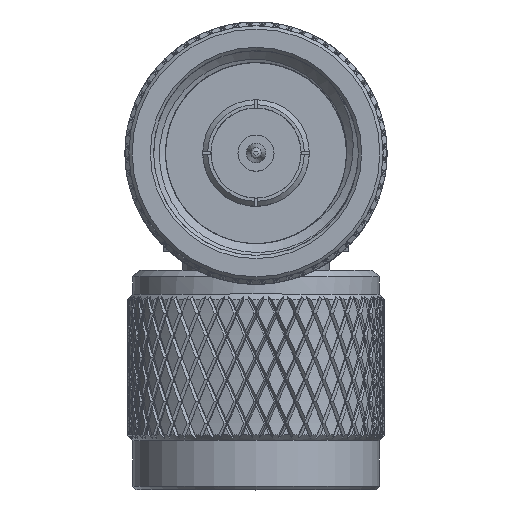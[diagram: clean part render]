
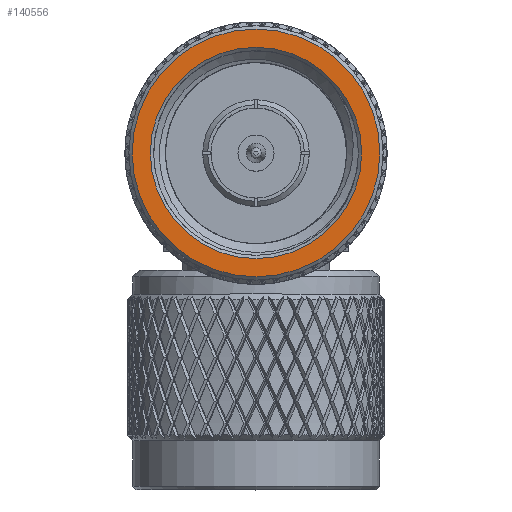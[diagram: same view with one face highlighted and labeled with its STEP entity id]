
A CAD part, top view. The second image highlights one B-rep face of the part: STEP entity #140556.
In plain terms, the highlighted face is planar.
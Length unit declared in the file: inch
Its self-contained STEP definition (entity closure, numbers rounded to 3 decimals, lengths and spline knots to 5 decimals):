
#5970 = AXIS2_PLACEMENT_3D ( 'NONE', #154505, #59415, #42298 ) ;
#6944 = PLANE ( 'NONE',  #115936 ) ;
#8084 = EDGE_CURVE ( 'NONE', #85632, #85632, #17981, .T. ) ;
#16879 = CARTESIAN_POINT ( 'NONE',  ( 0., 0., 0. ) ) ;
#17981 = CIRCLE ( 'NONE', #171030, 0.37809 ) ;
#20465 = CARTESIAN_POINT ( 'NONE',  ( 0., 0.38809, 0. ) ) ;
#21345 = DIRECTION ( 'NONE',  ( 0., -1., 0. ) ) ;
#23278 = EDGE_LOOP ( 'NONE', ( #115768 ) ) ;
#33987 = FACE_OUTER_BOUND ( 'NONE', #158967, .T. ) ;
#37535 = CARTESIAN_POINT ( 'NONE',  ( 0., -0.3225, 0. ) ) ;
#42298 = DIRECTION ( 'NONE',  ( 0., -1., 0. ) ) ;
#59415 = DIRECTION ( 'NONE',  ( 1., 0., 0. ) ) ;
#78507 = EDGE_CURVE ( 'NONE', #158831, #158831, #86821, .T. ) ;
#85632 = VERTEX_POINT ( 'NONE', #99236 ) ;
#86415 = DIRECTION ( 'NONE',  ( -1., 0., 0. ) ) ;
#86821 = CIRCLE ( 'NONE', #5970, 0.3225 ) ;
#99236 = CARTESIAN_POINT ( 'NONE',  ( 0., -0.37809, 0. ) ) ;
#115768 = ORIENTED_EDGE ( 'NONE', *, *, #78507, .T. ) ;
#115936 = AXIS2_PLACEMENT_3D ( 'NONE', #20465, #145247, #21345 ) ;
#129900 = FACE_BOUND ( 'NONE', #23278, .T. ) ;
#140544 = ORIENTED_EDGE ( 'NONE', *, *, #8084, .T. ) ;
#140556 = ADVANCED_FACE ( 'NONE', ( #129900, #33987 ), #6944, .T. ) ;
#145247 = DIRECTION ( 'NONE',  ( -1., 0., 0. ) ) ;
#154505 = CARTESIAN_POINT ( 'NONE',  ( 0., 0., 0. ) ) ;
#156130 = DIRECTION ( 'NONE',  ( 0., -1., 0. ) ) ;
#158831 = VERTEX_POINT ( 'NONE', #37535 ) ;
#158967 = EDGE_LOOP ( 'NONE', ( #140544 ) ) ;
#171030 = AXIS2_PLACEMENT_3D ( 'NONE', #16879, #86415, #156130 ) ;
